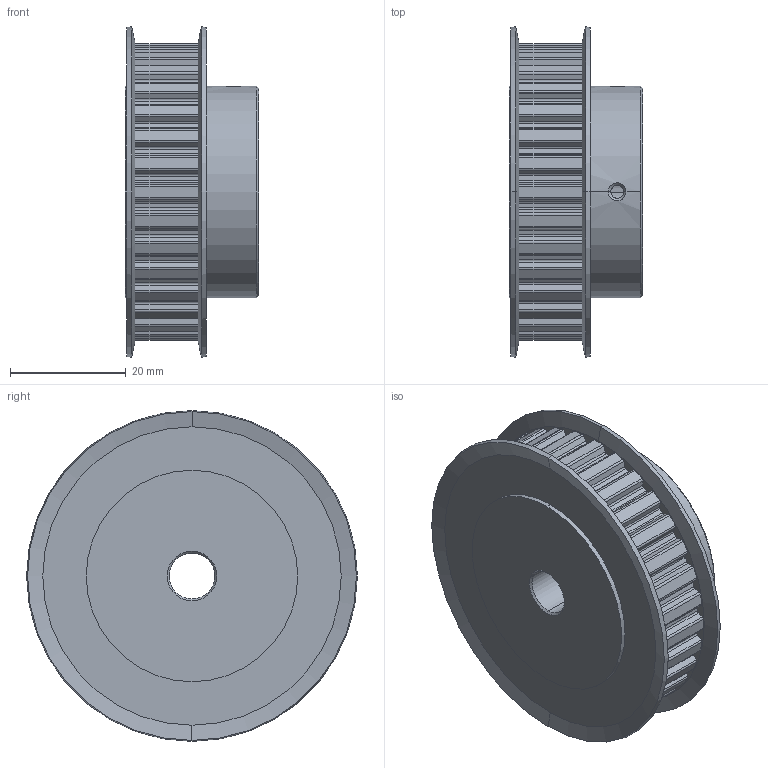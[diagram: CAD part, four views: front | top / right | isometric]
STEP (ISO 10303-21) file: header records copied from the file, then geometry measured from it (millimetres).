
FILE_DESCRIPTION (( 'STEP AP214' ), '1' );
FILE_NAME ('APB32XL037BF-312.step', '2015-04-08T20:59:11', ( '' ), ( '' ), 'SwSTEP 2.0', 'SolidWorks 2014', '' );
FILE_SCHEMA (( 'AUTOMOTIVE_DESIGN' ));
Length unit declared in the file: inch
Products named in the file (1): APB32XL037BF-312
Bounding box: 23.01 x 57.15 x 57.15 mm (x, y, z)
Volume: 35491.5 mm3; surface area: 10702.2 mm2
Topology: 1 solids, 1 shells, 314 faces, 911 edges, 601 vertices
Faces by surface type: cylinder 190, plane 102, cone 18, bspline 4
Entity records: 12605 total; most frequent: CARTESIAN_POINT 3933, DIRECTION 1908, ORIENTED_EDGE 1822, EDGE_CURVE 911, AXIS2_PLACEMENT_3D 705, VERTEX_POINT 601, LINE 498, VECTOR 498
